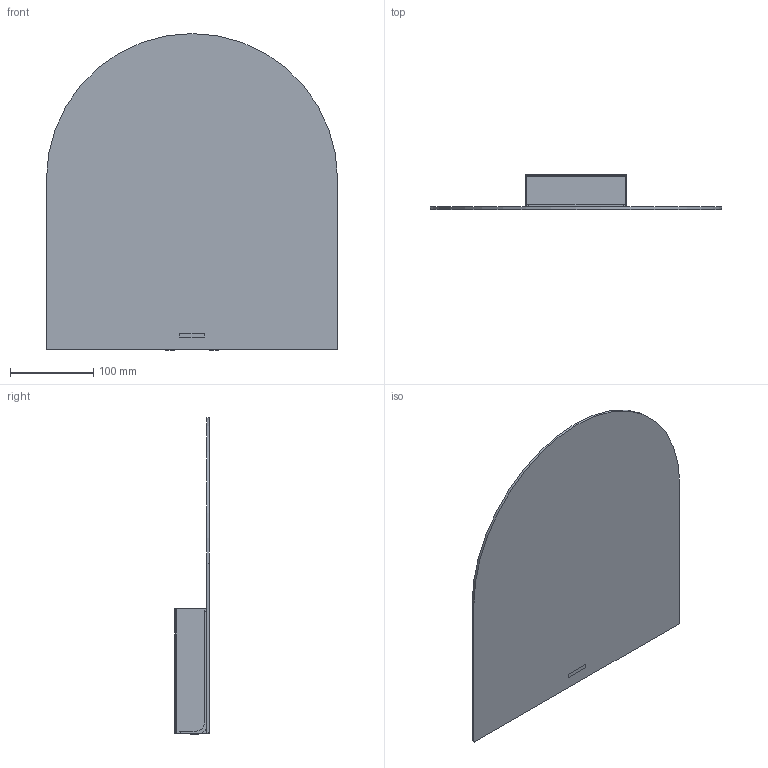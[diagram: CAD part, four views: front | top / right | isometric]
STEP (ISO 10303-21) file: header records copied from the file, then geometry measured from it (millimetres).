
FILE_DESCRIPTION (( 'STEP AP203' ), '1' );
FILE_NAME ('99Z312914.STEP', '2025-11-17T08:12:01', ( '' ), ( '' ), 'SwSTEP 2.0', 'SolidWorks 2021', '' );
FILE_SCHEMA (( 'CONFIG_CONTROL_DESIGN' ));
Length unit declared in the file: millimetre
Products named in the file (1): 99Z312914
Bounding box: 350 x 42 x 381 mm (x, y, z)
Volume: 464317.5 mm3; surface area: 325966 mm2
Topology: 2 solids, 2 shells, 226 faces, 594 edges, 383 vertices
Faces by surface type: plane 110, cylinder 98, cone 14, bspline 4
Entity records: 8183 total; most frequent: CARTESIAN_POINT 2473, ORIENTED_EDGE 1188, DIRECTION 1176, EDGE_CURVE 594, AXIS2_PLACEMENT_3D 408, VERTEX_POINT 383, VECTOR 360, LINE 360
